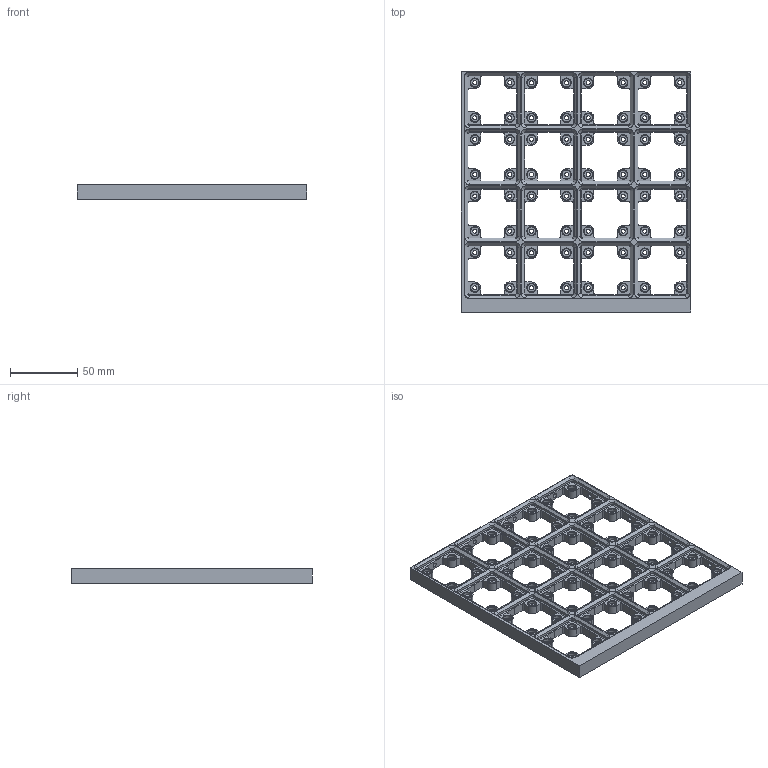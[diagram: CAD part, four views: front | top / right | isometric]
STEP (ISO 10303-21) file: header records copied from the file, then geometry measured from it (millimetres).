
FILE_DESCRIPTION(('FreeCAD Model'),'2;1');
FILE_NAME('Open CASCADE Shape Model','2025-08-18T00:44:56',('Author'),( ''),'Open CASCADE STEP processor 7.8','FreeCAD','Unknown');
FILE_SCHEMA(('AUTOMOTIVE_DESIGN { 1 0 10303 214 1 1 1 1 }'));
Length unit declared in the file: millimetre
Products named in the file (1): BottomLeft
Bounding box: 170 x 178 x 10.65 mm (x, y, z)
Volume: 114224.6 mm3; surface area: 61384.3 mm2
Topology: 1 solids, 1 shells, 1254 faces, 3190 edges, 1994 vertices
Faces by surface type: plane 598, cylinder 400, cone 256
Full cylindrical faces by diameter (mm): 3 x64, 3.2 x16, 6.2 x64
Entity records: 37668 total; most frequent: CARTESIAN_POINT 6823, DIRECTION 6524, ORIENTED_EDGE 6380, EDGE_CURVE 3190, AXIS2_PLACEMENT_3D 2463, VERTEX_POINT 1994, LINE 1598, VECTOR 1598
